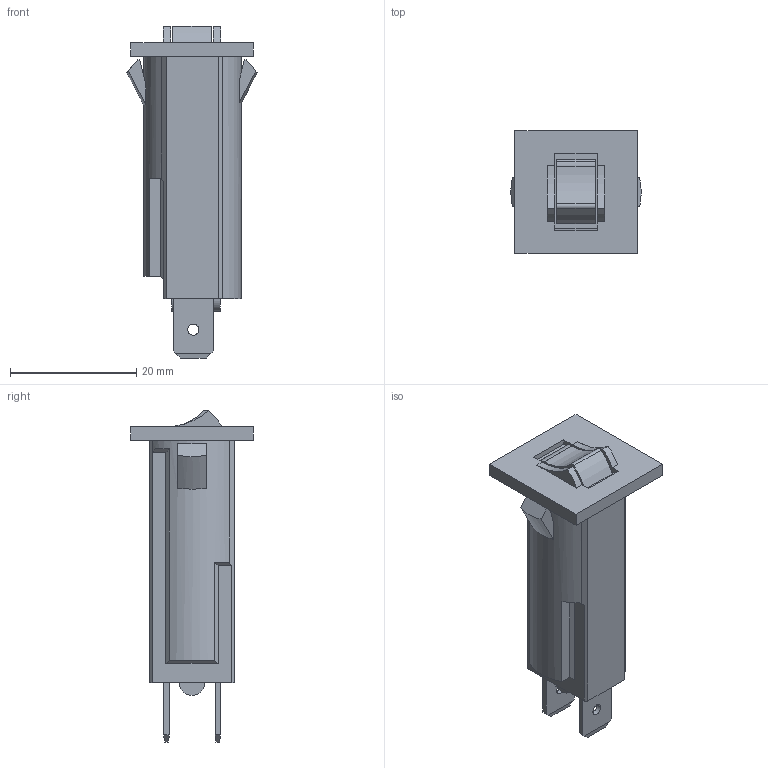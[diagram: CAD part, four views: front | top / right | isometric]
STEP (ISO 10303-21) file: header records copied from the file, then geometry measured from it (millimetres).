
FILE_DESCRIPTION((''),'2;1');
FILE_NAME('C-2-1393250-9','2008-11-14T',('workeradm'),('Tyco Electronics Corporation'),'PRO/ENGINEER BY PARAMETRIC TECHNOLOGY CORPORATION, 2005450','PRO/ENGINEER BY PARAMETRIC TECHNOLOGY CORPORATION, 2005450','');
FILE_SCHEMA(('CONFIG_CONTROL_DESIGN', 'GEOMETRIC_VALIDATION_PROPERTIES_MIM'));
Length unit declared in the file: millimetre
Products named in the file (1): C-2-1393250-9
Bounding box: 20.6 x 19.3 x 52.51 mm (x, y, z)
Volume: 7491 mm3; surface area: 3369.1 mm2
Topology: 1 solids, 1 shells, 85 faces, 221 edges, 146 vertices
Faces by surface type: plane 67, cylinder 18
Entity records: 3400 total; most frequent: CARTESIAN_POINT 482, ORIENTED_EDGE 442, DIRECTION 418, PRESENTATION_STYLE_ASSIGNMENT 222, STYLED_ITEM 222, CURVE_STYLE 221, EDGE_CURVE 221, VECTOR 178
